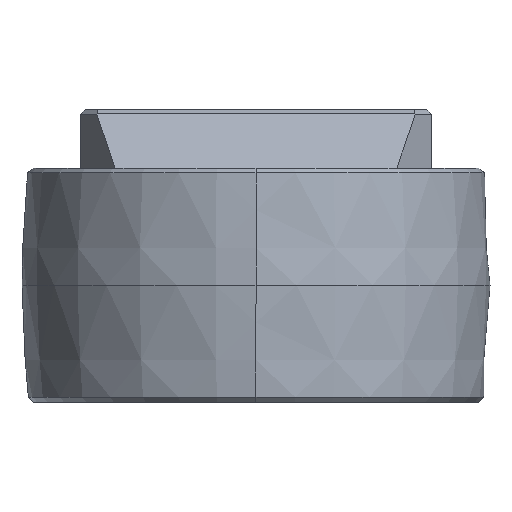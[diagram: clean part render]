
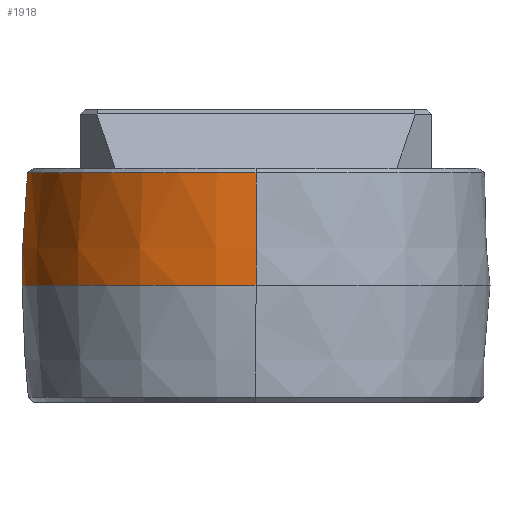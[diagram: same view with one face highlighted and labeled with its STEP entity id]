
A CAD part, left-side view. The second image highlights one B-rep face of the part: STEP entity #1918.
In plain terms, the highlighted face is a revolution surface.
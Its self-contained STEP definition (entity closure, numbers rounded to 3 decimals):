
#129 = SURFACE_OF_REVOLUTION('',#130,#135);
#130 = CIRCLE('',#131,64.307);
#131 = AXIS2_PLACEMENT_3D('',#132,#133,#134);
#132 = CARTESIAN_POINT('',(51.807,0.,
    6.079));
#133 = DIRECTION('',(0.,-1.,0.));
#134 = DIRECTION('',(1.,0.,0.));
#135 = AXIS1_PLACEMENT('',#136,#137);
#136 = CARTESIAN_POINT('',(0.,0.,0.));
#137 = DIRECTION('',(0.,0.,1.));
#517 = VERTEX_POINT('',#518);
#518 = CARTESIAN_POINT('',(-12.5,0.,6.25));
#533 = SURFACE_OF_REVOLUTION('',#534,#539);
#534 = CIRCLE('',#535,64.307);
#535 = AXIS2_PLACEMENT_3D('',#536,#537,#538);
#536 = CARTESIAN_POINT('',(51.803,0.,
    6.933));
#537 = DIRECTION('',(0.,-1.,0.));
#538 = DIRECTION('',(1.,0.,0.));
#539 = AXIS1_PLACEMENT('',#540,#541);
#540 = CARTESIAN_POINT('',(0.,0.,0.));
#541 = DIRECTION('',(0.,0.,1.));
#719 = EDGE_CURVE('',#720,#517,#722,.T.);
#720 = VERTEX_POINT('',#721);
#721 = CARTESIAN_POINT('',(-12.203,0.,
    12.252));
#722 = SURFACE_CURVE('',#723,(#728,#735),.PCURVE_S1.);
#723 = CIRCLE('',#724,64.307);
#724 = AXIS2_PLACEMENT_3D('',#725,#726,#727);
#725 = CARTESIAN_POINT('',(51.807,0.,
    6.079));
#726 = DIRECTION('',(0.,-1.,0.));
#727 = DIRECTION('',(1.,0.,0.));
#728 = PCURVE('',#129,#729);
#729 = DEFINITIONAL_REPRESENTATION('',(#730),#734);
#730 = LINE('',#731,#732);
#731 = CARTESIAN_POINT('',(0.,0.));
#732 = VECTOR('',#733,1.);
#733 = DIRECTION('',(0.,1.));
#734 = ( GEOMETRIC_REPRESENTATION_CONTEXT(2) 
PARAMETRIC_REPRESENTATION_CONTEXT() REPRESENTATION_CONTEXT('2D SPACE',''
  ) );
#735 = PCURVE('',#736,#745);
#736 = SURFACE_OF_REVOLUTION('',#737,#742);
#737 = CIRCLE('',#738,64.307);
#738 = AXIS2_PLACEMENT_3D('',#739,#740,#741);
#739 = CARTESIAN_POINT('',(51.807,0.,
    6.079));
#740 = DIRECTION('',(0.,-1.,0.));
#741 = DIRECTION('',(1.,0.,0.));
#742 = AXIS1_PLACEMENT('',#743,#744);
#743 = CARTESIAN_POINT('',(0.,0.,0.));
#744 = DIRECTION('',(0.,0.,1.));
#745 = DEFINITIONAL_REPRESENTATION('',(#746),#750);
#746 = LINE('',#747,#748);
#747 = CARTESIAN_POINT('',(6.283,0.));
#748 = VECTOR('',#749,1.);
#749 = DIRECTION('',(0.,1.));
#750 = ( GEOMETRIC_REPRESENTATION_CONTEXT(2) 
PARAMETRIC_REPRESENTATION_CONTEXT() REPRESENTATION_CONTEXT('2D SPACE',''
  ) );
#899 = CONICAL_SURFACE('',#900,12.203,0.873);
#900 = AXIS2_PLACEMENT_3D('',#901,#902,#903);
#901 = CARTESIAN_POINT('',(0.,0.,12.252));
#902 = DIRECTION('',(0.,0.,-1.));
#903 = DIRECTION('',(-1.,0.,0.));
#1002 = PLANE('',#1003);
#1003 = AXIS2_PLACEMENT_3D('',#1004,#1005,#1006);
#1004 = CARTESIAN_POINT('',(9.754,5.852,0.));
#1005 = DIRECTION('',(-0.514,0.857,0.));
#1006 = DIRECTION('',(0.857,0.514,0.));
#1617 = EDGE_CURVE('',#1618,#517,#1620,.T.);
#1618 = VERTEX_POINT('',#1619);
#1619 = CARTESIAN_POINT('',(10.719,6.431,6.25));
#1620 = SURFACE_CURVE('',#1621,(#1626,#1633),.PCURVE_S1.);
#1621 = CIRCLE('',#1622,12.5);
#1622 = AXIS2_PLACEMENT_3D('',#1623,#1624,#1625);
#1623 = CARTESIAN_POINT('',(0.,0.,6.25));
#1624 = DIRECTION('',(0.,0.,1.));
#1625 = DIRECTION('',(-1.,0.,0.));
#1626 = PCURVE('',#533,#1627);
#1627 = DEFINITIONAL_REPRESENTATION('',(#1628),#1632);
#1628 = LINE('',#1629,#1630);
#1629 = CARTESIAN_POINT('',(0.,3.152));
#1630 = VECTOR('',#1631,1.);
#1631 = DIRECTION('',(1.,0.));
#1632 = ( GEOMETRIC_REPRESENTATION_CONTEXT(2) 
PARAMETRIC_REPRESENTATION_CONTEXT() REPRESENTATION_CONTEXT('2D SPACE',''
  ) );
#1633 = PCURVE('',#736,#1634);
#1634 = DEFINITIONAL_REPRESENTATION('',(#1635),#1639);
#1635 = LINE('',#1636,#1637);
#1636 = CARTESIAN_POINT('',(0.,3.139));
#1637 = VECTOR('',#1638,1.);
#1638 = DIRECTION('',(1.,0.));
#1639 = ( GEOMETRIC_REPRESENTATION_CONTEXT(2) 
PARAMETRIC_REPRESENTATION_CONTEXT() REPRESENTATION_CONTEXT('2D SPACE',''
  ) );
#1918 = ADVANCED_FACE('',(#1919),#736,.F.);
#1919 = FACE_BOUND('',#1920,.F.);
#1920 = EDGE_LOOP('',(#1921,#1945,#1946,#1947));
#1921 = ORIENTED_EDGE('',*,*,#1922,.T.);
#1922 = EDGE_CURVE('',#1923,#720,#1925,.T.);
#1923 = VERTEX_POINT('',#1924);
#1924 = CARTESIAN_POINT('',(10.464,6.279,12.252)
  );
#1925 = SURFACE_CURVE('',#1926,(#1931,#1938),.PCURVE_S1.);
#1926 = CIRCLE('',#1927,12.203);
#1927 = AXIS2_PLACEMENT_3D('',#1928,#1929,#1930);
#1928 = CARTESIAN_POINT('',(0.,0.,12.252));
#1929 = DIRECTION('',(0.,0.,1.));
#1930 = DIRECTION('',(-1.,0.,0.));
#1931 = PCURVE('',#736,#1932);
#1932 = DEFINITIONAL_REPRESENTATION('',(#1933),#1937);
#1933 = LINE('',#1934,#1935);
#1934 = CARTESIAN_POINT('',(0.,3.045));
#1935 = VECTOR('',#1936,1.);
#1936 = DIRECTION('',(1.,0.));
#1937 = ( GEOMETRIC_REPRESENTATION_CONTEXT(2) 
PARAMETRIC_REPRESENTATION_CONTEXT() REPRESENTATION_CONTEXT('2D SPACE',''
  ) );
#1938 = PCURVE('',#899,#1939);
#1939 = DEFINITIONAL_REPRESENTATION('',(#1940),#1944);
#1940 = LINE('',#1941,#1942);
#1941 = CARTESIAN_POINT('',(-0.,0.));
#1942 = VECTOR('',#1943,1.);
#1943 = DIRECTION('',(-1.,-0.));
#1944 = ( GEOMETRIC_REPRESENTATION_CONTEXT(2) 
PARAMETRIC_REPRESENTATION_CONTEXT() REPRESENTATION_CONTEXT('2D SPACE',''
  ) );
#1945 = ORIENTED_EDGE('',*,*,#719,.T.);
#1946 = ORIENTED_EDGE('',*,*,#1617,.F.);
#1947 = ORIENTED_EDGE('',*,*,#1948,.F.);
#1948 = EDGE_CURVE('',#1923,#1618,#1949,.T.);
#1949 = SURFACE_CURVE('',#1950,(#1959,#1971),.PCURVE_S1.);
#1950 = B_SPLINE_CURVE_WITH_KNOTS('',4,(#1951,#1952,#1953,#1954,#1955,
    #1956,#1957,#1958),.UNSPECIFIED.,.F.,.F.,(5,3,5),(0.,0.5,1.),
  .UNSPECIFIED.);
#1951 = CARTESIAN_POINT('',(10.464,6.279,12.252)
  );
#1952 = CARTESIAN_POINT('',(10.526,6.316,
    11.504));
#1953 = CARTESIAN_POINT('',(10.578,6.347,
    10.755));
#1954 = CARTESIAN_POINT('',(10.62,6.372,
    10.005));
#1955 = CARTESIAN_POINT('',(10.683,6.41,
    8.504));
#1956 = CARTESIAN_POINT('',(10.705,6.423,
    7.753));
#1957 = CARTESIAN_POINT('',(10.717,6.43,7.001
    ));
#1958 = CARTESIAN_POINT('',(10.719,6.431,6.25));
#1959 = PCURVE('',#736,#1960);
#1960 = DEFINITIONAL_REPRESENTATION('',(#1961),#1970);
#1961 = B_SPLINE_CURVE_WITH_KNOTS('',4,(#1962,#1963,#1964,#1965,#1966,
    #1967,#1968,#1969),.UNSPECIFIED.,.F.,.F.,(5,3,5),(0.,0.5,1.),
  .UNSPECIFIED.);
#1962 = CARTESIAN_POINT('',(3.682,3.045));
#1963 = CARTESIAN_POINT('',(3.682,3.057));
#1964 = CARTESIAN_POINT('',(3.682,3.069));
#1965 = CARTESIAN_POINT('',(3.682,3.081));
#1966 = CARTESIAN_POINT('',(3.682,3.104));
#1967 = CARTESIAN_POINT('',(3.682,3.116));
#1968 = CARTESIAN_POINT('',(3.682,3.127));
#1969 = CARTESIAN_POINT('',(3.682,3.139));
#1970 = ( GEOMETRIC_REPRESENTATION_CONTEXT(2) 
PARAMETRIC_REPRESENTATION_CONTEXT() REPRESENTATION_CONTEXT('2D SPACE',''
  ) );
#1971 = PCURVE('',#1002,#1972);
#1972 = DEFINITIONAL_REPRESENTATION('',(#1973),#1982);
#1973 = B_SPLINE_CURVE_WITH_KNOTS('',4,(#1974,#1975,#1976,#1977,#1978,
    #1979,#1980,#1981),.UNSPECIFIED.,.F.,.F.,(5,3,5),(0.,0.5,1.),
  .UNSPECIFIED.);
#1974 = CARTESIAN_POINT('',(0.828,-12.252));
#1975 = CARTESIAN_POINT('',(0.9,-11.504));
#1976 = CARTESIAN_POINT('',(0.961,-10.755));
#1977 = CARTESIAN_POINT('',(1.01,-10.005));
#1978 = CARTESIAN_POINT('',(1.084,-8.504));
#1979 = CARTESIAN_POINT('',(1.109,-7.753));
#1980 = CARTESIAN_POINT('',(1.123,-7.001));
#1981 = CARTESIAN_POINT('',(1.125,-6.25));
#1982 = ( GEOMETRIC_REPRESENTATION_CONTEXT(2) 
PARAMETRIC_REPRESENTATION_CONTEXT() REPRESENTATION_CONTEXT('2D SPACE',''
  ) );
